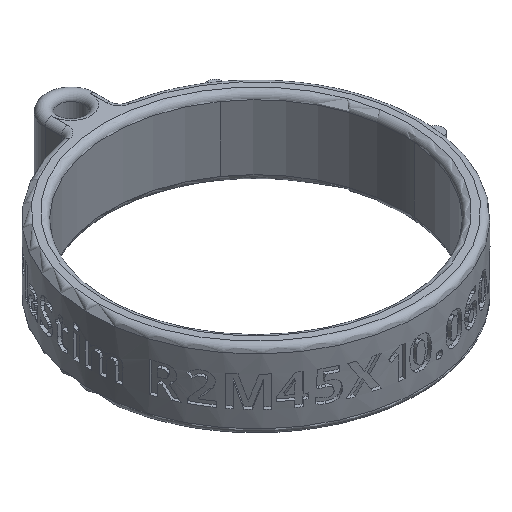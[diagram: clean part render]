
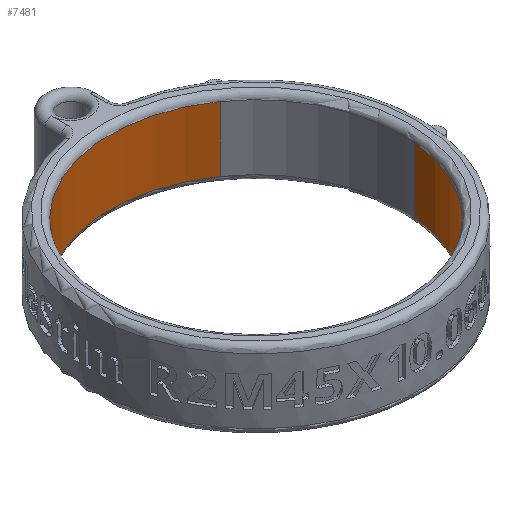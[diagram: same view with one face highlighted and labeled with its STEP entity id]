
A CAD part, isometric view. The second image highlights one B-rep face of the part: STEP entity #7481.
In plain terms, the highlighted cylindrical face has radius 22.5 mm (diameter 45 mm), a partial arc.
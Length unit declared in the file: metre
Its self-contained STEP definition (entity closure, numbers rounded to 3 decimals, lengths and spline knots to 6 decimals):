
#726=CYLINDRICAL_SURFACE('',#7957,0.0225);
#820=CIRCLE('',#7946,0.0225);
#827=CIRCLE('',#7954,0.0225);
#1019=ORIENTED_EDGE('',*,*,#3382,.T.);
#1020=ORIENTED_EDGE('',*,*,#3399,.T.);
#1021=ORIENTED_EDGE('',*,*,#3394,.F.);
#1022=ORIENTED_EDGE('',*,*,#3400,.F.);
#3382=EDGE_CURVE('',#4571,#4573,#820,.T.);
#3394=EDGE_CURVE('',#4585,#4586,#827,.T.);
#3399=EDGE_CURVE('',#4573,#4586,#5368,.T.);
#3400=EDGE_CURVE('',#4571,#4585,#5369,.T.);
#4571=VERTEX_POINT('',#9962);
#4573=VERTEX_POINT('',#9966);
#4585=VERTEX_POINT('',#9991);
#4586=VERTEX_POINT('',#9993);
#5368=LINE('',#10001,#5865);
#5369=LINE('',#10002,#5866);
#5865=VECTOR('',#8489,1.);
#5866=VECTOR('',#8490,1.);
#6359=EDGE_LOOP('',(#1019,#1020,#1021,#1022));
#6846=FACE_BOUND('',#6359,.T.);
#7481=ADVANCED_FACE('',(#6846),#726,.F.);
#7946=AXIS2_PLACEMENT_3D('',#9967,#8457,#8458);
#7954=AXIS2_PLACEMENT_3D('',#9992,#8478,#8479);
#7957=AXIS2_PLACEMENT_3D('',#10000,#8487,#8488);
#8457=DIRECTION('',(0.,0.,1.));
#8458=DIRECTION('',(1.,0.,0.));
#8478=DIRECTION('',(0.,0.,1.));
#8479=DIRECTION('',(1.,0.,0.));
#8487=DIRECTION('',(0.,0.,-1.));
#8488=DIRECTION('',(-1.,0.,0.));
#8489=DIRECTION('',(0.,0.,-1.));
#8490=DIRECTION('',(0.,0.,-1.));
#9962=CARTESIAN_POINT('',(0.012905,0.018431,0.005));
#9966=CARTESIAN_POINT('',(0.022414,-0.001961,0.005));
#9967=CARTESIAN_POINT('',(0.,0.,0.005));
#9991=CARTESIAN_POINT('',(0.012905,0.018431,-0.005));
#9992=CARTESIAN_POINT('',(0.,0.,-0.005));
#9993=CARTESIAN_POINT('',(0.022414,-0.001961,-0.005));
#10000=CARTESIAN_POINT('',(0.,0.,0.005));
#10001=CARTESIAN_POINT('',(0.022414,-0.001961,0.005));
#10002=CARTESIAN_POINT('',(0.012905,0.018431,0.005));
